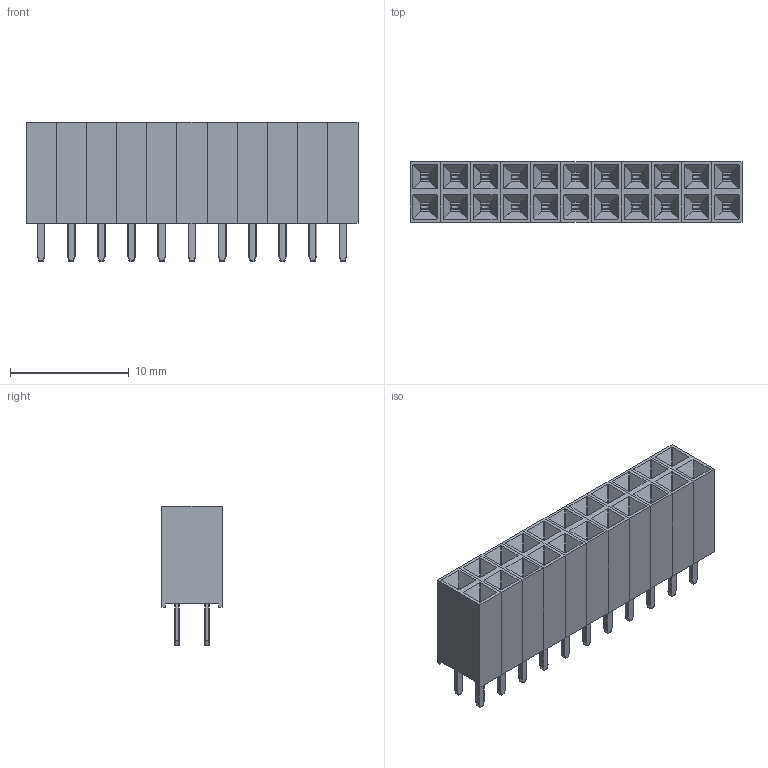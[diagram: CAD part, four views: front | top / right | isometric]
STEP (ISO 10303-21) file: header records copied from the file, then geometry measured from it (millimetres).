
FILE_DESCRIPTION(/* description */ (''),/* implementation_level */ '2;1');
FILE_NAME(/* name */ 'Female Pin Header 02x11.stp',/* time_stamp */ '2019-11-24T09:44:25+01:00',/* author */ ('Bernd das Brot'),/* organization */ (''),/* preprocessor_version */ 'ST-DEVELOPER v18',/* originating_system */ 'Autodesk Inventor 2020',/* authorisation */ '');
FILE_SCHEMA (('AUTOMOTIVE_DESIGN { 1 0 10303 214 3 1 1 }'));
Length unit declared in the file: millimetre
Products named in the file (2): Female Pin Header 02x11; Female Pin Header 2x
Assembly tree (11 placements, depth 2):
  Female Pin Header 02x11
    Female Pin Header 2x  x11
Bounding box: 27.94 x 5.08 x 11.7 mm (x, y, z)
Volume: 618.1 mm3; surface area: 3623.6 mm2
Topology: 11 solids, 11 shells, 3190 faces, 7348 edges, 4136 vertices
Faces by surface type: cylinder 1474, plane 880, sphere 440, torus 308, bspline 88
Entity records: 8641 total; most frequent: CARTESIAN_POINT 1579, DIRECTION 1546, ORIENTED_EDGE 1320, EDGE_CURVE 660, AXIS2_PLACEMENT_3D 599, VERTEX_POINT 376, LINE 348, VECTOR 348
